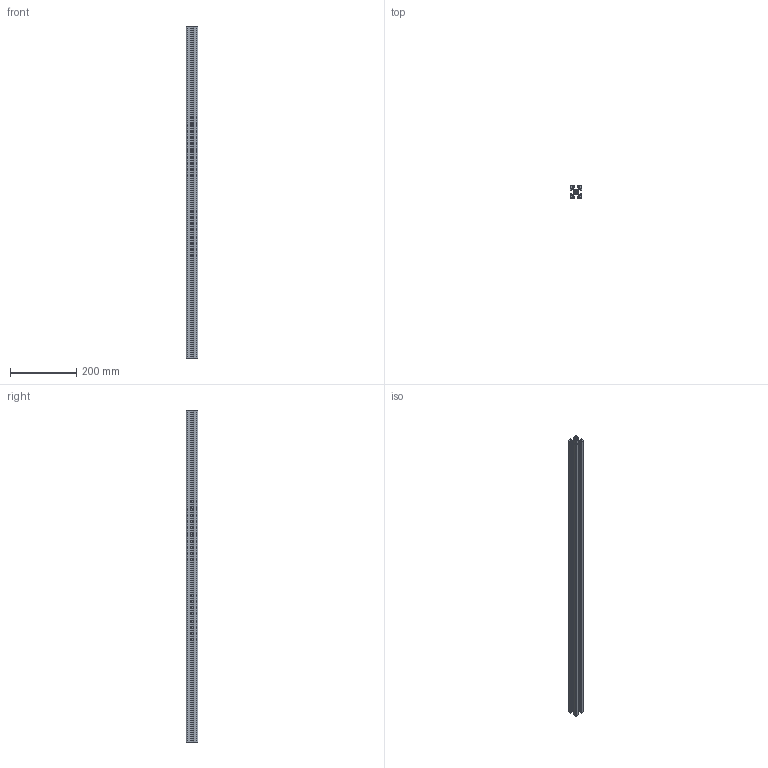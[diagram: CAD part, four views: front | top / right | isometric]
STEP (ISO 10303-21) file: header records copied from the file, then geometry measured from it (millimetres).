
FILE_DESCRIPTION (( 'STEP AP203' ), '1' );
FILE_NAME ('35 x 35 A SÝGMA PROFÝL.STEP', '2013-07-30T08:18:47', ( '' ), ( '' ), 'SwSTEP 2.0', 'SolidWorks 2013', '' );
FILE_SCHEMA (( 'CONFIG_CONTROL_DESIGN' ));
Length unit declared in the file: millimetre
Products named in the file (1): 35 x 35 A SÝGMA PROFÝL
Bounding box: 35 x 35 x 1000 mm (x, y, z)
Volume: 492444.1 mm3; surface area: 334609.8 mm2
Topology: 1 solids, 1 shells, 99 faces, 291 edges, 194 vertices
Faces by surface type: plane 74, cylinder 25
Entity records: 3356 total; most frequent: CARTESIAN_POINT 585, ORIENTED_EDGE 582, DIRECTION 541, EDGE_CURVE 291, VECTOR 241, LINE 241, VERTEX_POINT 194, AXIS2_PLACEMENT_3D 150
